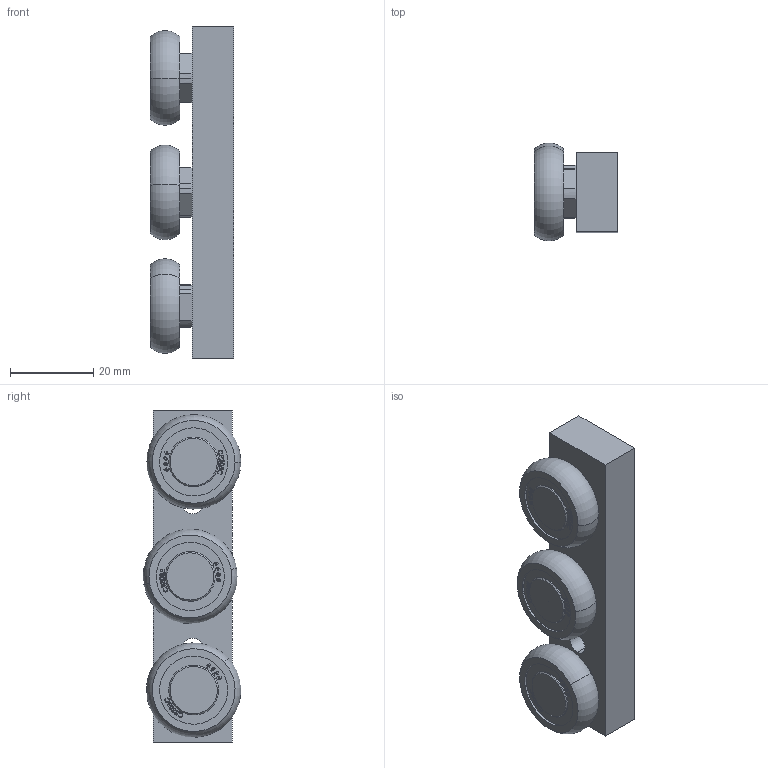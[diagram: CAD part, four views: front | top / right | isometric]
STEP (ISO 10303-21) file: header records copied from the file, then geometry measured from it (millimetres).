
FILE_DESCRIPTION (( 'STEP AP214' ), '1' );
FILE_NAME ('CRT_4203413B81.step', '2023-01-17T13:57:48', ( '' ), ( '' ), 'SwSTEP 2.0', 'SolidWorks 2019', '' );
FILE_SCHEMA (( 'AUTOMOTIVE_DESIGN' ));
Length unit declared in the file: inch
Products named in the file (3): oFvb2sC2y4_CADModel_0; CRT_4203413B81
Assembly tree (1 placements, depth 2):
  oFvb2sC2y4_CADModel_0
  CRT_4203413B81
    oFvb2sC2y4_CADModel_0
Bounding box: 20 x 23.57 x 80 mm (x, y, z)
Volume: 21530.4 mm3; surface area: 15717.8 mm2
Topology: 19 solids, 19 shells, 1077 faces, 2739 edges, 1794 vertices
Faces by surface type: plane 643, bspline 156, cylinder 106, sphere 96, cone 46, torus 30
Entity records: 57879 total; most frequent: CARTESIAN_POINT 18403, ORIENTED_EDGE 5446, DIRECTION 4605, EDGE_CURVE 2723, VECTOR 1877, LINE 1877, VERTEX_POINT 1794, AXIS2_PLACEMENT_3D 1364
